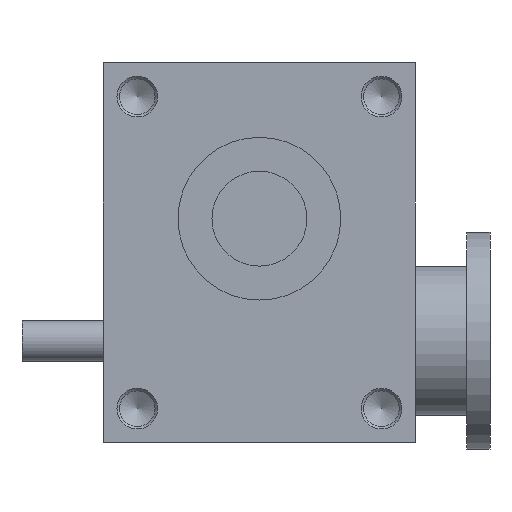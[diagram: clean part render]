
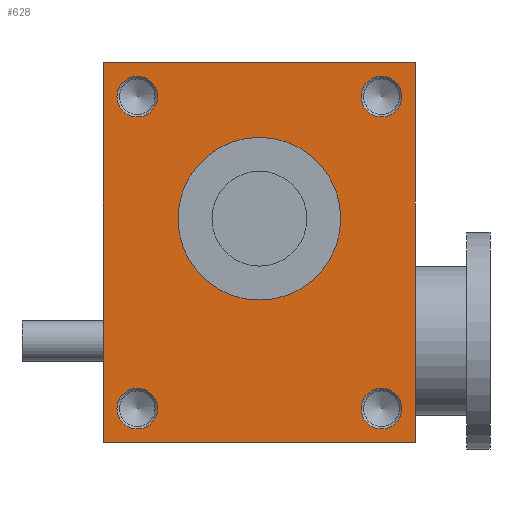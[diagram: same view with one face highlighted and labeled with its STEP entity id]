
A CAD part, front view. The second image highlights one B-rep face of the part: STEP entity #628.
In plain terms, the highlighted planar face has unit normal (0, -1, 0).
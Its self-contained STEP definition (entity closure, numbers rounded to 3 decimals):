
#628 = ADVANCED_FACE( '', ( #1306, #1307, #1308, #1309, #1310, #1311 ), #1312, .F. );
#1306 = FACE_BOUND( '', #2005, .T. );
#1307 = FACE_BOUND( '', #2006, .T. );
#1308 = FACE_BOUND( '', #2007, .T. );
#1309 = FACE_BOUND( '', #2008, .T. );
#1310 = FACE_BOUND( '', #2009, .T. );
#1311 = FACE_OUTER_BOUND( '', #2010, .T. );
#1312 = PLANE( '', #2011 );
#2005 = EDGE_LOOP( '', ( #3470 ) );
#2006 = EDGE_LOOP( '', ( #3471 ) );
#2007 = EDGE_LOOP( '', ( #3472 ) );
#2008 = EDGE_LOOP( '', ( #3473 ) );
#2009 = EDGE_LOOP( '', ( #3474 ) );
#2010 = EDGE_LOOP( '', ( #3475, #3476, #3477, #3478 ) );
#2011 = AXIS2_PLACEMENT_3D( '', #3479, #3480, #3481 );
#3470 = ORIENTED_EDGE( '', *, *, #4265, .F. );
#3471 = ORIENTED_EDGE( '', *, *, #4176, .F. );
#3472 = ORIENTED_EDGE( '', *, *, #3744, .F. );
#3473 = ORIENTED_EDGE( '', *, *, #4294, .F. );
#3474 = ORIENTED_EDGE( '', *, *, #4295, .T. );
#3475 = ORIENTED_EDGE( '', *, *, #4296, .T. );
#3476 = ORIENTED_EDGE( '', *, *, #4261, .F. );
#3477 = ORIENTED_EDGE( '', *, *, #4221, .F. );
#3478 = ORIENTED_EDGE( '', *, *, #4297, .T. );
#3479 = CARTESIAN_POINT( '', ( -115., -88., 140. ) );
#3480 = DIRECTION( '', ( 0., 1., 0. ) );
#3481 = DIRECTION( '', ( 0., 0., 1. ) );
#3744 = EDGE_CURVE( '', #4372, #4372, #4373, .T. );
#4176 = EDGE_CURVE( '', #5043, #5043, #5044, .T. );
#4221 = EDGE_CURVE( '', #5102, #5104, #5105, .T. );
#4261 = EDGE_CURVE( '', #5104, #5148, #5150, .T. );
#4265 = EDGE_CURVE( '', #5154, #5154, #5155, .T. );
#4294 = EDGE_CURVE( '', #5185, #5185, #5186, .T. );
#4295 = EDGE_CURVE( '', #5187, #5187, #5188, .T. );
#4296 = EDGE_CURVE( '', #5189, #5148, #5190, .T. );
#4297 = EDGE_CURVE( '', #5102, #5189, #5191, .T. );
#4372 = VERTEX_POINT( '', #5276 );
#4373 = CIRCLE( '', #5277, 15. );
#5043 = VERTEX_POINT( '', #6187 );
#5044 = CIRCLE( '', #6188, 15. );
#5102 = VERTEX_POINT( '', #6291 );
#5104 = VERTEX_POINT( '', #6294 );
#5105 = LINE( '', #6295, #6296 );
#5148 = VERTEX_POINT( '', #6350 );
#5150 = LINE( '', #6353, #6354 );
#5154 = VERTEX_POINT( '', #6359 );
#5155 = CIRCLE( '', #6360, 15. );
#5185 = VERTEX_POINT( '', #6395 );
#5186 = CIRCLE( '', #6396, 15. );
#5187 = VERTEX_POINT( '', #6397 );
#5188 = CIRCLE( '', #6398, 60. );
#5189 = VERTEX_POINT( '', #6399 );
#5190 = LINE( '', #6400, #6401 );
#5191 = LINE( '', #6402, #6403 );
#5276 = CARTESIAN_POINT( '', ( 90., -88., 100. ) );
#5277 = AXIS2_PLACEMENT_3D( '', #6471, #6472, #6473 );
#6187 = CARTESIAN_POINT( '', ( -90., -88., 100. ) );
#6188 = AXIS2_PLACEMENT_3D( '', #7010, #7011, #7012 );
#6291 = CARTESIAN_POINT( '', ( -115., -88., 140. ) );
#6294 = CARTESIAN_POINT( '', ( 115., -88., 140. ) );
#6295 = CARTESIAN_POINT( '', ( -115., -88., 140. ) );
#6296 = VECTOR( '', #7061, 1000. );
#6350 = CARTESIAN_POINT( '', ( 115., -88., -140. ) );
#6353 = CARTESIAN_POINT( '', ( 115., -88., 140. ) );
#6354 = VECTOR( '', #7089, 1000. );
#6359 = CARTESIAN_POINT( '', ( -90., -88., -130. ) );
#6360 = AXIS2_PLACEMENT_3D( '', #7091, #7092, #7093 );
#6395 = CARTESIAN_POINT( '', ( 90., -88., -130. ) );
#6396 = AXIS2_PLACEMENT_3D( '', #7114, #7115, #7116 );
#6397 = CARTESIAN_POINT( '', ( 60., -88., 25. ) );
#6398 = AXIS2_PLACEMENT_3D( '', #7117, #7118, #7119 );
#6399 = CARTESIAN_POINT( '', ( -115., -88., -140. ) );
#6400 = CARTESIAN_POINT( '', ( -115., -88., -140. ) );
#6401 = VECTOR( '', #7120, 1000. );
#6402 = CARTESIAN_POINT( '', ( -115., -88., 140. ) );
#6403 = VECTOR( '', #7121, 1000. );
#6471 = CARTESIAN_POINT( '', ( 90., -88., 115. ) );
#6472 = DIRECTION( '', ( 0., -1., 0. ) );
#6473 = DIRECTION( '', ( 0., 0., -1. ) );
#7010 = CARTESIAN_POINT( '', ( -90., -88., 115. ) );
#7011 = DIRECTION( '', ( 0., -1., 0. ) );
#7012 = DIRECTION( '', ( 0., 0., -1. ) );
#7061 = DIRECTION( '', ( 1., 0., 0. ) );
#7089 = DIRECTION( '', ( 0., 0., -1. ) );
#7091 = CARTESIAN_POINT( '', ( -90., -88., -115. ) );
#7092 = DIRECTION( '', ( 0., -1., 0. ) );
#7093 = DIRECTION( '', ( 0., 0., -1. ) );
#7114 = CARTESIAN_POINT( '', ( 90., -88., -115. ) );
#7115 = DIRECTION( '', ( 0., -1., 0. ) );
#7116 = DIRECTION( '', ( 0., 0., -1. ) );
#7117 = CARTESIAN_POINT( '', ( 0., -88., 25. ) );
#7118 = DIRECTION( '', ( 0., 1., 0. ) );
#7119 = DIRECTION( '', ( 1., 0., 0. ) );
#7120 = DIRECTION( '', ( 1., 0., 0. ) );
#7121 = DIRECTION( '', ( 0., 0., -1. ) );
